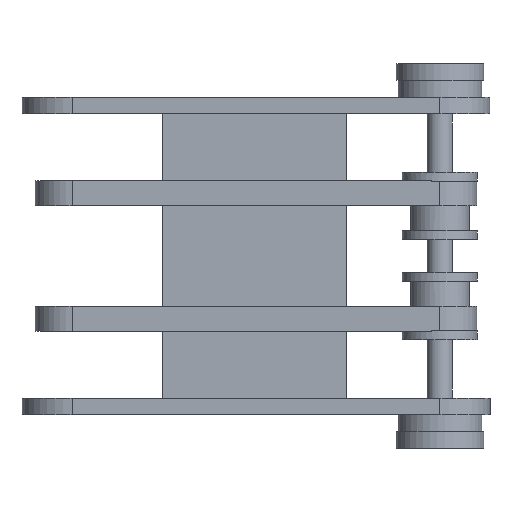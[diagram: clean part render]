
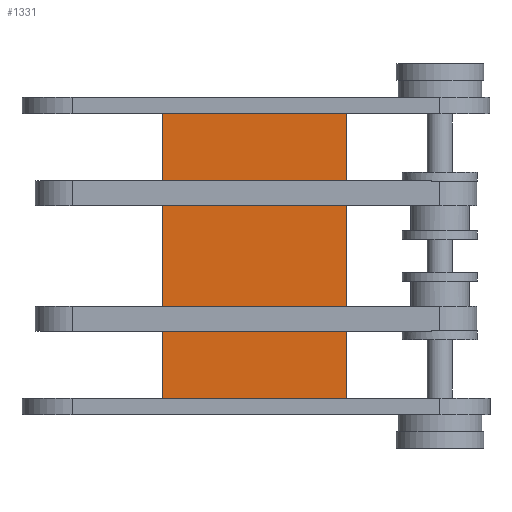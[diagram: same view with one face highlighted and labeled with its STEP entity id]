
A CAD part, front view. The second image highlights one B-rep face of the part: STEP entity #1331.
In plain terms, the highlighted planar face has unit normal (0, -1, 0).
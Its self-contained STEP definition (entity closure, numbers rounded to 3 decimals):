
#65=PLANE('',#1516);
#135=FACE_OUTER_BOUND('',#218,.T.);
#218=EDGE_LOOP('',(#1175,#1176,#1177,#1178));
#309=LINE('',#2293,#410);
#317=LINE('',#2311,#418);
#322=LINE('',#2322,#423);
#323=LINE('',#2323,#424);
#410=VECTOR('',#1886,110.);
#418=VECTOR('',#1904,110.);
#423=VECTOR('',#1915,170.);
#424=VECTOR('',#1916,170.);
#650=VERTEX_POINT('',#2290);
#651=VERTEX_POINT('',#2292);
#655=VERTEX_POINT('',#2308);
#656=VERTEX_POINT('',#2310);
#828=EDGE_CURVE('',#650,#651,#309,.T.);
#837=EDGE_CURVE('',#656,#655,#317,.T.);
#843=EDGE_CURVE('',#650,#656,#322,.T.);
#844=EDGE_CURVE('',#655,#651,#323,.T.);
#1175=ORIENTED_EDGE('',*,*,#828,.F.);
#1176=ORIENTED_EDGE('',*,*,#843,.T.);
#1177=ORIENTED_EDGE('',*,*,#837,.T.);
#1178=ORIENTED_EDGE('',*,*,#844,.T.);
#1331=ADVANCED_FACE('',(#135),#65,.F.);
#1516=AXIS2_PLACEMENT_3D('',#2321,#1913,#1914);
#1886=DIRECTION('',(1.,0.,0.));
#1904=DIRECTION('',(1.,0.,0.));
#1913=DIRECTION('center_axis',(0.,1.,0.));
#1914=DIRECTION('ref_axis',(0.,0.,1.));
#1915=DIRECTION('',(0.,0.,-1.));
#1916=DIRECTION('',(0.,0.,1.));
#2290=CARTESIAN_POINT('',(-55.917,30.,170.));
#2292=CARTESIAN_POINT('',(54.083,30.,170.));
#2293=CARTESIAN_POINT('',(-55.917,30.,170.));
#2308=CARTESIAN_POINT('',(54.083,30.,0.));
#2310=CARTESIAN_POINT('',(-55.917,30.,0.));
#2311=CARTESIAN_POINT('',(-55.917,30.,0.));
#2321=CARTESIAN_POINT('Origin',(54.083,30.,-10.));
#2322=CARTESIAN_POINT('',(-55.917,30.,170.));
#2323=CARTESIAN_POINT('',(54.083,30.,0.));
